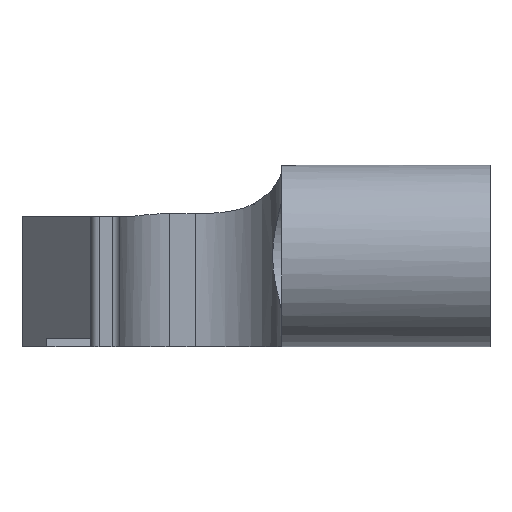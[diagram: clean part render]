
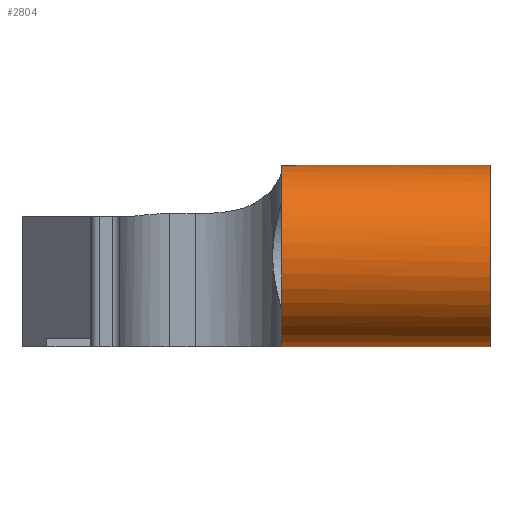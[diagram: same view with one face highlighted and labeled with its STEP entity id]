
A CAD part, left-side view. The second image highlights one B-rep face of the part: STEP entity #2804.
In plain terms, the highlighted cylindrical face has radius 10.5 mm (diameter 21 mm), a partial arc.
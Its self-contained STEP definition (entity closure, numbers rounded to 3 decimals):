
#35 = VERTEX_POINT ( 'NONE', #1038 ) ;
#70 = EDGE_CURVE ( 'NONE', #1908, #35, #1722, .T. ) ;
#140 = EDGE_CURVE ( 'NONE', #992, #715, #1252, .T. ) ;
#183 = DIRECTION ( 'NONE',  ( 0., -1., 0. ) ) ;
#186 = CARTESIAN_POINT ( 'NONE',  ( -8.38, 12.103, 9.968 ) ) ;
#272 = EDGE_CURVE ( 'NONE', #1908, #2833, #402, .T. ) ;
#402 = CIRCLE ( 'NONE', #683, 10.5 ) ;
#455 = CARTESIAN_POINT ( 'NONE',  ( -13., 12., 0.5 ) ) ;
#576 = ORIENTED_EDGE ( 'NONE', *, *, #140, .F. ) ;
#606 = CARTESIAN_POINT ( 'NONE',  ( -7.646, 12., 9.532 ) ) ;
#683 = AXIS2_PLACEMENT_3D ( 'NONE', #1956, #2819, #1318 ) ;
#715 = VERTEX_POINT ( 'NONE', #1814 ) ;
#927 = AXIS2_PLACEMENT_3D ( 'NONE', #455, #1338, #2196 ) ;
#992 = VERTEX_POINT ( 'NONE', #1504 ) ;
#1038 = CARTESIAN_POINT ( 'NONE',  ( -13., -12., -10. ) ) ;
#1083 = CARTESIAN_POINT ( 'NONE',  ( -7.646, 12.281, 9.532 ) ) ;
#1249 = CIRCLE ( 'NONE', #2785, 10.5 ) ;
#1252 = LINE ( 'NONE', #606, #2812 ) ;
#1318 = DIRECTION ( 'NONE',  ( 0., 0., 1. ) ) ;
#1338 = DIRECTION ( 'NONE',  ( 0., -1., 0. ) ) ;
#1343 = CARTESIAN_POINT ( 'NONE',  ( -13., -12., 0.5 ) ) ;
#1356 = CYLINDRICAL_SURFACE ( 'NONE', #927, 10.5 ) ;
#1389 = EDGE_CURVE ( 'NONE', #35, #715, #1249, .T. ) ;
#1488 = DIRECTION ( 'NONE',  ( 0., -1., 0. ) ) ;
#1504 = CARTESIAN_POINT ( 'NONE',  ( -7.646, 12.281, 9.532 ) ) ;
#1579 = DIRECTION ( 'NONE',  ( 0., 1., 0. ) ) ;
#1678 = CARTESIAN_POINT ( 'NONE',  ( -13., 12., -10. ) ) ;
#1722 = LINE ( 'NONE', #1909, #1829 ) ;
#1808 = CARTESIAN_POINT ( 'NONE',  ( -10., 12., 10.562 ) ) ;
#1814 = CARTESIAN_POINT ( 'NONE',  ( -7.646, -12., 9.532 ) ) ;
#1829 = VECTOR ( 'NONE', #183, 1000. ) ;
#1908 = VERTEX_POINT ( 'NONE', #1678 ) ;
#1909 = CARTESIAN_POINT ( 'NONE',  ( -13., 12., -10. ) ) ;
#1956 = CARTESIAN_POINT ( 'NONE',  ( -13., 12., 0.5 ) ) ;
#1994 = EDGE_LOOP ( 'NONE', ( #2077, #576, #2024, #2346, #2278 ) ) ;
#2024 = ORIENTED_EDGE ( 'NONE', *, *, #2768, .T. ) ;
#2077 = ORIENTED_EDGE ( 'NONE', *, *, #1389, .T. ) ;
#2196 = DIRECTION ( 'NONE',  ( 0., 0., -1. ) ) ;
#2199 = DIRECTION ( 'NONE',  ( 0., 0., 1. ) ) ;
#2223 = CARTESIAN_POINT ( 'NONE',  ( -10., 12., 10.562 ) ) ;
#2246 = B_SPLINE_CURVE_WITH_KNOTS ( 'NONE', 3,
 ( #1083, #186, #2668, #1808 ),
 .UNSPECIFIED., .F., .F.,
 ( 4, 4 ),
 ( 0., 0.003 ),
 .UNSPECIFIED. ) ;
#2278 = ORIENTED_EDGE ( 'NONE', *, *, #70, .T. ) ;
#2346 = ORIENTED_EDGE ( 'NONE', *, *, #272, .F. ) ;
#2417 = FACE_OUTER_BOUND ( 'NONE', #1994, .T. ) ;
#2668 = CARTESIAN_POINT ( 'NONE',  ( -9.163, 12., 10.313 ) ) ;
#2768 = EDGE_CURVE ( 'NONE', #992, #2833, #2246, .T. ) ;
#2785 = AXIS2_PLACEMENT_3D ( 'NONE', #1343, #1579, #2199 ) ;
#2804 = ADVANCED_FACE ( 'NONE', ( #2417 ), #1356, .T. ) ;
#2812 = VECTOR ( 'NONE', #1488, 1000. ) ;
#2819 = DIRECTION ( 'NONE',  ( 0., 1., 0. ) ) ;
#2833 = VERTEX_POINT ( 'NONE', #2223 ) ;
